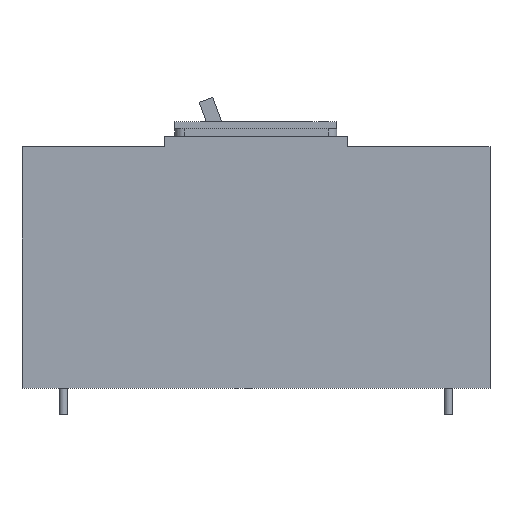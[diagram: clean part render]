
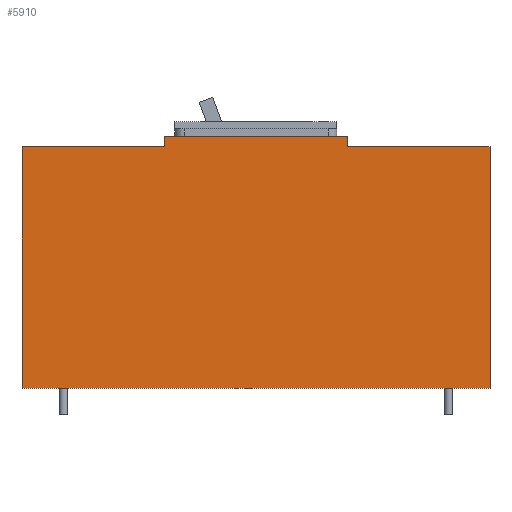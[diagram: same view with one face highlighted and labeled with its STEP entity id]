
A CAD part, left-side view. The second image highlights one B-rep face of the part: STEP entity #5910.
In plain terms, the highlighted planar face has unit normal (-1, 0, 0).
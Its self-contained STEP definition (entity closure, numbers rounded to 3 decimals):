
#5200=CARTESIAN_POINT('',(11.5,244.356,0.));
#5210=DIRECTION('',(1.,-0.,0.));
#5220=DIRECTION('',(0.,0.,-1.));
#5230=AXIS2_PLACEMENT_3D('',#5200,#5210,#5220);
#5240=PLANE('',#5230);
#5250=CARTESIAN_POINT('',(11.5,123.5,0.));
#5260=DIRECTION('',(0.,0.,-1.));
#5270=VECTOR('',#5260,1.);
#5280=LINE('',#5250,#5270);
#5290=CARTESIAN_POINT('',(11.5,123.5,-8.));
#5300=VERTEX_POINT('',#5290);
#5310=CARTESIAN_POINT('',(11.5,123.5,-14.));
#5320=VERTEX_POINT('',#5310);
#5330=EDGE_CURVE('',#5300,#5320,#5280,.T.);
#5340=ORIENTED_EDGE('',*,*,#5330,.F.);
#5350=CARTESIAN_POINT('',(11.5,0.,-14.));
#5360=DIRECTION('',(0.,-1.,0.));
#5370=VECTOR('',#5360,1.);
#5380=LINE('',#5350,#5370);
#5390=CARTESIAN_POINT('',(11.5,44.5,-14.));
#5400=VERTEX_POINT('',#5390);
#5410=EDGE_CURVE('',#5320,#5400,#5380,.T.);
#5420=ORIENTED_EDGE('',*,*,#5410,.F.);
#5430=CARTESIAN_POINT('',(11.5,44.5,0.));
#5440=DIRECTION('',(0.,0.,1.));
#5450=VECTOR('',#5440,1.);
#5460=LINE('',#5430,#5450);
#5470=CARTESIAN_POINT('',(11.5,44.5,-148.));
#5480=VERTEX_POINT('',#5470);
#5490=EDGE_CURVE('',#5480,#5400,#5460,.T.);
#5500=ORIENTED_EDGE('',*,*,#5490,.T.);
#5510=CARTESIAN_POINT('',(11.5,0.,-148.));
#5520=DIRECTION('',(0.,1.,0.));
#5530=VECTOR('',#5520,1.);
#5540=LINE('',#5510,#5530);
#5550=CARTESIAN_POINT('',(11.5,304.5,-148.));
#5560=VERTEX_POINT('',#5550);
#5570=EDGE_CURVE('',#5480,#5560,#5540,.T.);
#5580=ORIENTED_EDGE('',*,*,#5570,.F.);
#5590=CARTESIAN_POINT('',(11.5,304.5,0.));
#5600=DIRECTION('',(0.,0.,-1.));
#5610=VECTOR('',#5600,1.);
#5620=LINE('',#5590,#5610);
#5630=CARTESIAN_POINT('',(11.5,304.5,-14.));
#5640=VERTEX_POINT('',#5630);
#5650=EDGE_CURVE('',#5640,#5560,#5620,.T.);
#5660=ORIENTED_EDGE('',*,*,#5650,.T.);
#5670=CARTESIAN_POINT('',(11.5,0.,-14.));
#5680=DIRECTION('',(0.,-1.,0.));
#5690=VECTOR('',#5680,1.);
#5700=LINE('',#5670,#5690);
#5710=CARTESIAN_POINT('',(11.5,225.5,-14.));
#5720=VERTEX_POINT('',#5710);
#5730=EDGE_CURVE('',#5640,#5720,#5700,.T.);
#5740=ORIENTED_EDGE('',*,*,#5730,.F.);
#5750=CARTESIAN_POINT('',(11.5,225.5,0.));
#5760=DIRECTION('',(0.,0.,1.));
#5770=VECTOR('',#5760,1.);
#5780=LINE('',#5750,#5770);
#5790=CARTESIAN_POINT('',(11.5,225.5,-8.));
#5800=VERTEX_POINT('',#5790);
#5810=EDGE_CURVE('',#5720,#5800,#5780,.T.);
#5820=ORIENTED_EDGE('',*,*,#5810,.F.);
#5830=CARTESIAN_POINT('',(11.5,0.,-8.));
#5840=DIRECTION('',(0.,-1.,0.));
#5850=VECTOR('',#5840,1.);
#5860=LINE('',#5830,#5850);
#5870=EDGE_CURVE('',#5800,#5300,#5860,.T.);
#5880=ORIENTED_EDGE('',*,*,#5870,.F.);
#5890=EDGE_LOOP('',(#5880,#5820,#5740,#5660,#5580,#5500,#5420,#5340));
#5900=FACE_OUTER_BOUND('',#5890,.T.);
#5910=ADVANCED_FACE('',(#5900),#5240,.F.);
